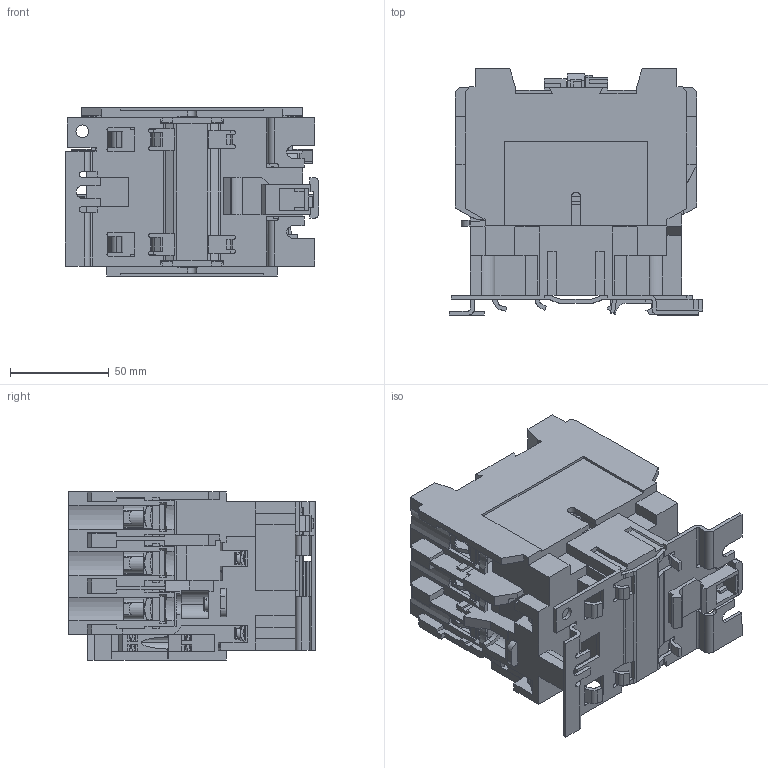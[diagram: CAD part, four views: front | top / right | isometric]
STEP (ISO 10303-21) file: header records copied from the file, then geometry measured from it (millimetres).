
FILE_DESCRIPTION (( 'STEP AP214' ), '1' );
FILE_NAME ('KKM41-095-230-11 Êîíòàêòîð ÊÌÈ-49512 95À 230Â_ÀÑ3 1ÍÎ;1ÍÇ ÈÝÊ.STEP', '2017-11-24T07:00:53', ( '' ), ( '' ), 'SwSTEP 2.0', 'SolidWorks 2014', '' );
FILE_SCHEMA (( 'AUTOMOTIVE_DESIGN' ));
Length unit declared in the file: millimetre
Products named in the file (1): KKM41-095-230-11 Êîíòàêòîð ÊÌÈ-49512 95À 230Â_ÀÑ3 1ÍÎ;1ÍÇ ÈÝÊ
Bounding box: 128 x 124.5 x 85 mm (x, y, z)
Volume: 743001.2 mm3; surface area: 145915 mm2
Topology: 1 solids, 1 shells, 2207 faces, 6609 edges, 4350 vertices
Faces by surface type: plane 1690, cylinder 316, bspline 174, torus 27
Entity records: 83176 total; most frequent: CARTESIAN_POINT 24458, ORIENTED_EDGE 13218, DIRECTION 10783, EDGE_CURVE 6609, LINE 5389, VECTOR 5389, VERTEX_POINT 4350, AXIS2_PLACEMENT_3D 2697
